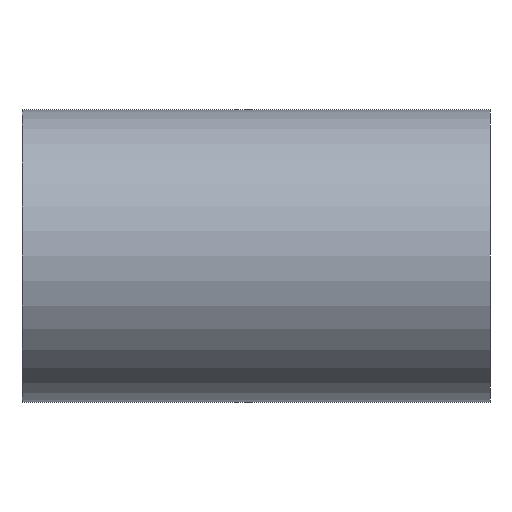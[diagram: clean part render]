
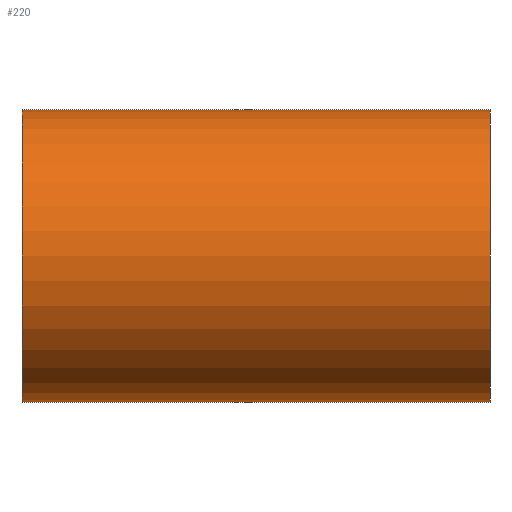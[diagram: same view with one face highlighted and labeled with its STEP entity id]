
A CAD part, left-side view. The second image highlights one B-rep face of the part: STEP entity #220.
In plain terms, the highlighted cylindrical face has radius 2.5 mm (diameter 5 mm), a partial arc.
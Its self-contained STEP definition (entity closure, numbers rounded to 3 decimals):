
#7 = AXIS2_PLACEMENT_3D ( 'NONE', #15, #130, #240 ) ;
#12 = EDGE_CURVE ( 'NONE', #35, #19, #43, .T. ) ;
#15 = CARTESIAN_POINT ( 'NONE',  ( 0., 0., 0. ) ) ;
#17 = CARTESIAN_POINT ( 'NONE',  ( 0., 8., -2.5 ) ) ;
#19 = VERTEX_POINT ( 'NONE', #84 ) ;
#24 = EDGE_LOOP ( 'NONE', ( #198, #41, #210, #73 ) ) ;
#26 = CARTESIAN_POINT ( 'NONE',  ( 0., 8., 0. ) ) ;
#35 = VERTEX_POINT ( 'NONE', #102 ) ;
#41 = ORIENTED_EDGE ( 'NONE', *, *, #12, .F. ) ;
#43 = CIRCLE ( 'NONE', #146, 2.5 ) ;
#48 = VERTEX_POINT ( 'NONE', #161 ) ;
#53 = VECTOR ( 'NONE', #152, 1000. ) ;
#56 = DIRECTION ( 'NONE',  ( 0., -1., 0. ) ) ;
#69 = EDGE_CURVE ( 'NONE', #19, #122, #86, .T. ) ;
#73 = ORIENTED_EDGE ( 'NONE', *, *, #140, .T. ) ;
#84 = CARTESIAN_POINT ( 'NONE',  ( 0., 8., 2.5 ) ) ;
#86 = LINE ( 'NONE', #103, #53 ) ;
#92 = CYLINDRICAL_SURFACE ( 'NONE', #234, 2.5 ) ;
#99 = DIRECTION ( 'NONE',  ( 0., 0., 1. ) ) ;
#102 = CARTESIAN_POINT ( 'NONE',  ( 0., 8., -2.5 ) ) ;
#103 = CARTESIAN_POINT ( 'NONE',  ( 0., 8., 2.5 ) ) ;
#104 = DIRECTION ( 'NONE',  ( 0., 1., 0. ) ) ;
#107 = EDGE_CURVE ( 'NONE', #35, #48, #174, .T. ) ;
#122 = VERTEX_POINT ( 'NONE', #148 ) ;
#130 = DIRECTION ( 'NONE',  ( 0., 1., 0. ) ) ;
#140 = EDGE_CURVE ( 'NONE', #48, #122, #141, .T. ) ;
#141 = CIRCLE ( 'NONE', #7, 2.5 ) ;
#146 = AXIS2_PLACEMENT_3D ( 'NONE', #26, #104, #99 ) ;
#148 = CARTESIAN_POINT ( 'NONE',  ( 0., 0., 2.5 ) ) ;
#152 = DIRECTION ( 'NONE',  ( 0., -1., 0. ) ) ;
#154 = FACE_OUTER_BOUND ( 'NONE', #24, .T. ) ;
#161 = CARTESIAN_POINT ( 'NONE',  ( 0., 0., -2.5 ) ) ;
#170 = DIRECTION ( 'NONE',  ( 0., 0., -1. ) ) ;
#174 = LINE ( 'NONE', #17, #196 ) ;
#188 = CARTESIAN_POINT ( 'NONE',  ( 0., 8., 0. ) ) ;
#196 = VECTOR ( 'NONE', #244, 1000. ) ;
#198 = ORIENTED_EDGE ( 'NONE', *, *, #69, .F. ) ;
#210 = ORIENTED_EDGE ( 'NONE', *, *, #107, .T. ) ;
#220 = ADVANCED_FACE ( 'NONE', ( #154 ), #92, .T. ) ;
#234 = AXIS2_PLACEMENT_3D ( 'NONE', #188, #56, #170 ) ;
#240 = DIRECTION ( 'NONE',  ( 0., 0., 1. ) ) ;
#244 = DIRECTION ( 'NONE',  ( 0., -1., 0. ) ) ;
